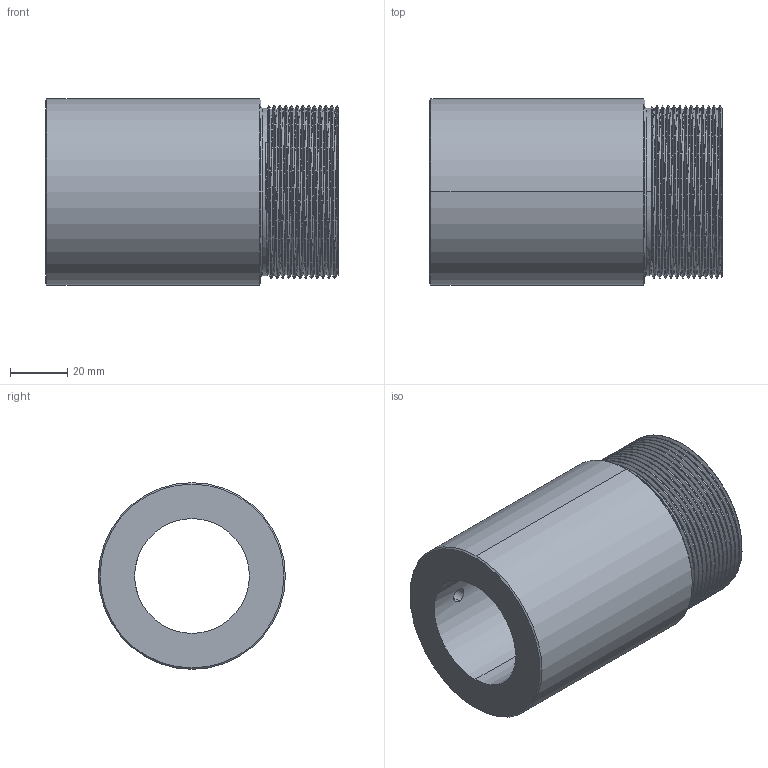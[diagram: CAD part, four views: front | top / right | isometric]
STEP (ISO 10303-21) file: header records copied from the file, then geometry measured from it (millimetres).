
FILE_DESCRIPTION (( 'STEP AP214' ), '1' );
FILE_NAME ('RSCR 4010.step', '2020-09-08T14:00:59', ( '' ), ( '' ), 'SwSTEP 2.0', 'SolidWorks 2020', '' );
FILE_SCHEMA (( 'AUTOMOTIVE_DESIGN' ));
Length unit declared in the file: millimetre
Products named in the file (1): RSCR 4010
Bounding box: 102 x 65 x 65 mm (x, y, z)
Volume: 193589.1 mm3; surface area: 40114.5 mm2
Topology: 1 solids, 1 shells, 49 faces, 130 edges, 84 vertices
Faces by surface type: cylinder 32, cone 9, plane 5, bspline 3
Entity records: 5310 total; most frequent: CARTESIAN_POINT 4208, ORIENTED_EDGE 260, DIRECTION 180, EDGE_CURVE 130, VERTEX_POINT 84, AXIS2_PLACEMENT_3D 70, EDGE_LOOP 54, FACE_OUTER_BOUND 49
